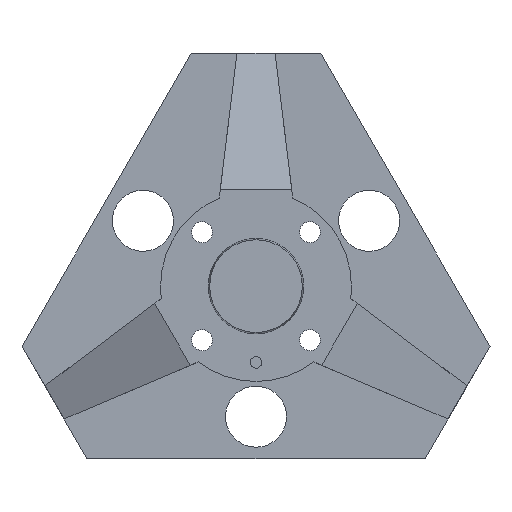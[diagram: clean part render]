
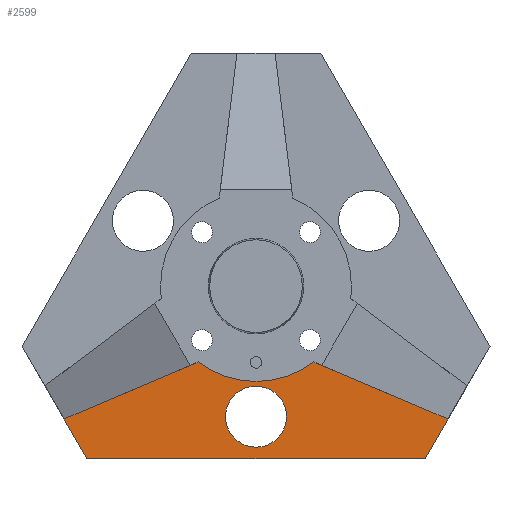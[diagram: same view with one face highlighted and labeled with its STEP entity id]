
A CAD part, left-side view. The second image highlights one B-rep face of the part: STEP entity #2599.
In plain terms, the highlighted planar face has unit normal (-1, 0, 0).
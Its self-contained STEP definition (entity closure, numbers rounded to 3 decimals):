
#1097=AXIS2_PLACEMENT_3D('Plane Axis2P3D',#1094,#1095,#1096) ;
#1869=AXIS2_PLACEMENT_3D('Circle Axis2P3D',#1867,#1868,$) ;
#1881=AXIS2_PLACEMENT_3D('Circle Axis2P3D',#1879,#1880,$) ;
#2577=AXIS2_PLACEMENT_3D('Circle Axis2P3D',#2575,#2576,$) ;
#1094=CARTESIAN_POINT('Axis2P3D Location',(-10.,0.,0.)) ;
#1723=CARTESIAN_POINT('Line Origine',(-10.,0.,-45.222)) ;
#1727=CARTESIAN_POINT('Vertex',(-10.,-44.328,-45.222)) ;
#1729=CARTESIAN_POINT('Vertex',(-10.,44.328,-45.222)) ;
#1857=CARTESIAN_POINT('Vertex',(-10.,7.021,-30.387)) ;
#1864=CARTESIAN_POINT('Vertex',(-10.,-7.021,-38.058)) ;
#1867=CARTESIAN_POINT('Axis2P3D Location',(-10.,0.,-34.222)) ;
#1879=CARTESIAN_POINT('Axis2P3D Location',(-10.,0.,-34.222)) ;
#2306=CARTESIAN_POINT('Vertex',(-10.,-50.328,-34.83)) ;
#2311=CARTESIAN_POINT('Line Origine',(-10.,-47.328,-40.026)) ;
#2381=CARTESIAN_POINT('Line Origine',(-10.,47.328,-40.026)) ;
#2385=CARTESIAN_POINT('Vertex',(-10.,50.328,-34.83)) ;
#2568=CARTESIAN_POINT('Line Origine',(-10.,-32.748,-27.351)) ;
#2572=CARTESIAN_POINT('Vertex',(-10.,-15.169,-19.872)) ;
#2575=CARTESIAN_POINT('Axis2P3D Location',(-10.,0.,0.)) ;
#2579=CARTESIAN_POINT('Vertex',(-10.,15.169,-19.872)) ;
#2582=CARTESIAN_POINT('Line Origine',(-10.,32.748,-27.351)) ;
#1095=DIRECTION('Axis2P3D Direction',(1.,0.,0.)) ;
#1096=DIRECTION('Axis2P3D XDirection',(0.,1.,0.)) ;
#1724=DIRECTION('Vector Direction',(0.,-1.,0.)) ;
#1868=DIRECTION('Axis2P3D Direction',(1.,0.,-0.)) ;
#1880=DIRECTION('Axis2P3D Direction',(1.,0.,-0.)) ;
#2312=DIRECTION('Vector Direction',(0.,-0.5,0.866)) ;
#2382=DIRECTION('Vector Direction',(0.,-0.5,-0.866)) ;
#2569=DIRECTION('Vector Direction',(0.,-0.92,-0.391)) ;
#2576=DIRECTION('Axis2P3D Direction',(1.,0.,0.)) ;
#2583=DIRECTION('Vector Direction',(0.,-0.92,0.391)) ;
#1725=VECTOR('Line Direction',#1724,1.) ;
#2313=VECTOR('Line Direction',#2312,1.) ;
#2383=VECTOR('Line Direction',#2382,1.) ;
#2570=VECTOR('Line Direction',#2569,1.) ;
#2584=VECTOR('Line Direction',#2583,1.) ;
#2588=ORIENTED_EDGE('',*,*,#2574,.F.) ;
#2589=ORIENTED_EDGE('',*,*,#2581,.T.) ;
#2590=ORIENTED_EDGE('',*,*,#2586,.F.) ;
#2591=ORIENTED_EDGE('',*,*,#2387,.F.) ;
#2592=ORIENTED_EDGE('',*,*,#1731,.F.) ;
#2593=ORIENTED_EDGE('',*,*,#2315,.F.) ;
#2596=ORIENTED_EDGE('',*,*,#1883,.T.) ;
#2597=ORIENTED_EDGE('',*,*,#1871,.T.) ;
#2598=FACE_BOUND('',#2595,.T.) ;
#2599=ADVANCED_FACE('Hauptk\X2\00F6\X0\rper',(#2594,#2598),#1098,.F.) ;
#1870=CIRCLE('generated circle',#1869,8.) ;
#1882=CIRCLE('generated circle',#1881,8.) ;
#2578=CIRCLE('generated circle',#2577,25.) ;
#1731=EDGE_CURVE('',#1728,#1730,#1726,.F.) ;
#1871=EDGE_CURVE('',#1858,#1865,#1870,.T.) ;
#1883=EDGE_CURVE('',#1865,#1858,#1882,.T.) ;
#2315=EDGE_CURVE('',#2307,#1728,#2314,.F.) ;
#2387=EDGE_CURVE('',#1730,#2386,#2384,.F.) ;
#2574=EDGE_CURVE('',#2573,#2307,#2571,.T.) ;
#2581=EDGE_CURVE('',#2573,#2580,#2578,.T.) ;
#2586=EDGE_CURVE('',#2386,#2580,#2585,.T.) ;
#2587=EDGE_LOOP('',(#2588,#2589,#2590,#2591,#2592,#2593)) ;
#2595=EDGE_LOOP('',(#2596,#2597)) ;
#2594=FACE_OUTER_BOUND('',#2587,.T.) ;
#1726=LINE('Line',#1723,#1725) ;
#2314=LINE('Line',#2311,#2313) ;
#2384=LINE('Line',#2381,#2383) ;
#2571=LINE('Line',#2568,#2570) ;
#2585=LINE('Line',#2582,#2584) ;
#1098=PLANE('',#1097) ;
#1728=VERTEX_POINT('',#1727) ;
#1730=VERTEX_POINT('',#1729) ;
#1858=VERTEX_POINT('',#1857) ;
#1865=VERTEX_POINT('',#1864) ;
#2307=VERTEX_POINT('',#2306) ;
#2386=VERTEX_POINT('',#2385) ;
#2573=VERTEX_POINT('',#2572) ;
#2580=VERTEX_POINT('',#2579) ;
